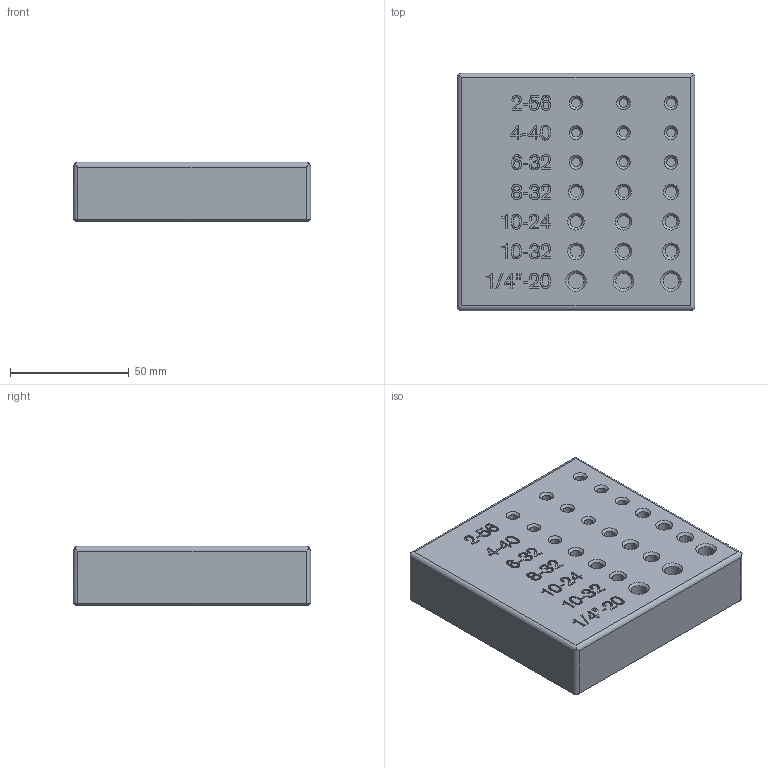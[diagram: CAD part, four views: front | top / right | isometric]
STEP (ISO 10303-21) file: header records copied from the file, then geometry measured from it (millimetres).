
FILE_DESCRIPTION(/* description */ ('Unknown'),/* implementation_level */ '2;1');
FILE_NAME(/* name */ 'tap_holder_inch',/* time_stamp */ '2022-02-13T21:18:40-05:00',/* author */ ('Unknown'),/* organization */ ('Unknown'),/* preprocessor_version */ 'ST-DEVELOPER v16.7',/* originating_system */ 'Solid Edge',/* authorisation */ 'Unknown');
FILE_SCHEMA (('AUTOMOTIVE_DESIGN {1 0 10303 214 3 1 1}'));
Length unit declared in the file: millimetre
Products named in the file (1): tap_holder_inch
Bounding box: 100 x 100 x 25 mm (x, y, z)
Volume: 241329.3 mm3; surface area: 36124.4 mm2
Topology: 1 solids, 1 shells, 340 faces, 799 edges, 528 vertices
Faces by surface type: plane 236, bspline 50, cylinder 29, cone 25
Full cylindrical faces by diameter (mm): 3.8 x9, 4.6 x3, 5.1 x6, 6.7 x3
Entity records: 12786 total; most frequent: CARTESIAN_POINT 5819, ORIENTED_EDGE 1460, DIRECTION 1136, EDGE_CURVE 730, VERTEX_POINT 513, EDGE_LOOP 461, FACE_BOUND 461, LINE 388
